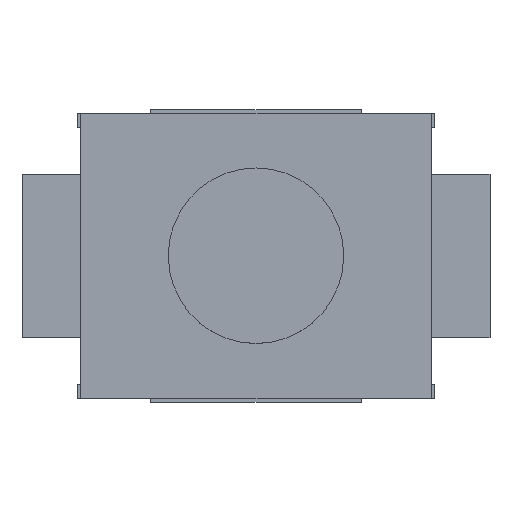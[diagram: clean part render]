
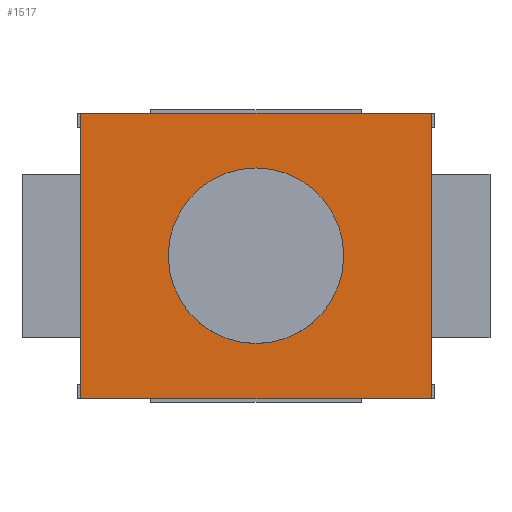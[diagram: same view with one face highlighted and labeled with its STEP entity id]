
A CAD part, top view. The second image highlights one B-rep face of the part: STEP entity #1517.
In plain terms, the highlighted planar face has unit normal (0, 0, 1).
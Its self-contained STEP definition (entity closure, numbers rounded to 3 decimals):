
#158=LINE('',#2293,#370);
#189=LINE('',#2352,#401);
#193=LINE('',#2360,#405);
#205=LINE('',#2384,#417);
#370=VECTOR('',#1868,1000.);
#401=VECTOR('',#1919,1000.);
#405=VECTOR('',#1925,1000.);
#417=VECTOR('',#1947,1000.);
#781=ORIENTED_EDGE('',*,*,#985,.F.);
#782=ORIENTED_EDGE('',*,*,#1059,.T.);
#783=ORIENTED_EDGE('',*,*,#1043,.T.);
#784=ORIENTED_EDGE('',*,*,#1012,.T.);
#785=ORIENTED_EDGE('',*,*,#1047,.T.);
#985=EDGE_CURVE('',#1168,#1168,#1222,.T.);
#1012=EDGE_CURVE('',#1185,#1183,#158,.T.);
#1043=EDGE_CURVE('',#1203,#1185,#189,.T.);
#1047=EDGE_CURVE('',#1183,#1205,#193,.T.);
#1059=EDGE_CURVE('',#1205,#1203,#205,.T.);
#1168=VERTEX_POINT('',#2240);
#1183=VERTEX_POINT('',#2291);
#1185=VERTEX_POINT('',#2294);
#1203=VERTEX_POINT('',#2353);
#1205=VERTEX_POINT('',#2359);
#1222=CIRCLE('',#1582,0.75);
#1287=EDGE_LOOP('',(#781));
#1288=EDGE_LOOP('',(#782,#783,#784,#785));
#1365=FACE_BOUND('',#1287,.T.);
#1366=FACE_BOUND('',#1288,.T.);
#1441=PLANE('',#1608);
#1517=ADVANCED_FACE('',(#1365,#1366),#1441,.T.);
#1582=AXIS2_PLACEMENT_3D('',#2239,#1820,#1821);
#1608=AXIS2_PLACEMENT_3D('',#2383,#1945,#1946);
#1820=DIRECTION('',(0.,0.,1.));
#1821=DIRECTION('',(0.,-1.,0.));
#1868=DIRECTION('',(1.,0.,0.));
#1919=DIRECTION('',(0.,-1.,0.));
#1925=DIRECTION('',(0.,1.,0.));
#1945=DIRECTION('',(0.,0.,1.));
#1946=DIRECTION('',(0.,-1.,0.));
#1947=DIRECTION('',(-1.,0.,0.));
#2239=CARTESIAN_POINT('',(-2.329,33.852,4.045));
#2240=CARTESIAN_POINT('',(-2.329,33.102,4.045));
#2291=CARTESIAN_POINT('',(-0.829,32.632,4.045));
#2293=CARTESIAN_POINT('',(-3.829,32.632,4.045));
#2294=CARTESIAN_POINT('',(-3.829,32.632,4.045));
#2352=CARTESIAN_POINT('',(-3.829,35.072,4.045));
#2353=CARTESIAN_POINT('',(-3.829,35.072,4.045));
#2359=CARTESIAN_POINT('',(-0.829,35.072,4.045));
#2360=CARTESIAN_POINT('',(-0.829,32.632,4.045));
#2383=CARTESIAN_POINT('',(-3.829,32.632,4.045));
#2384=CARTESIAN_POINT('',(-0.829,35.072,4.045));
